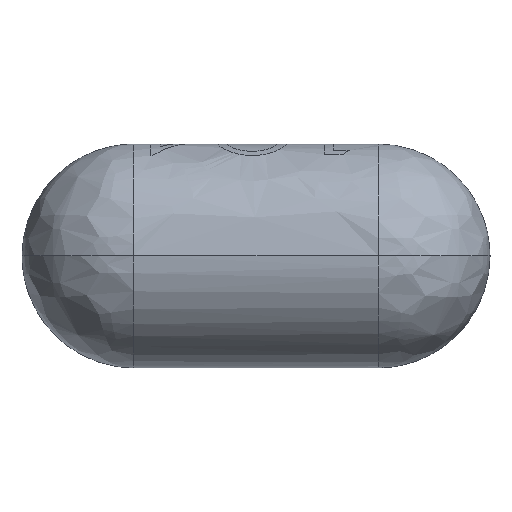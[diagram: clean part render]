
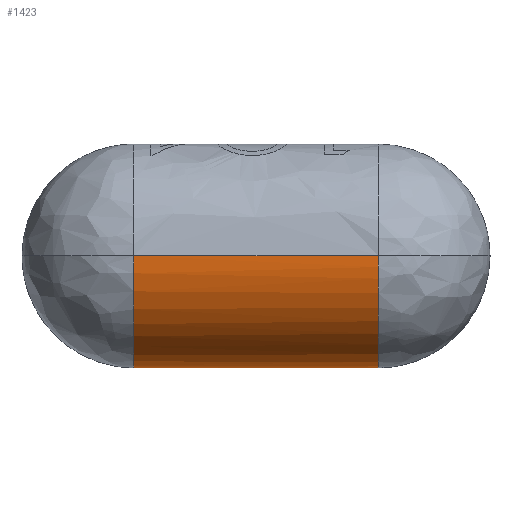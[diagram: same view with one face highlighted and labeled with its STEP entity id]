
A CAD part, top view. The second image highlights one B-rep face of the part: STEP entity #1423.
In plain terms, the highlighted free-form (B-spline) face has degree [2, 1] with [3, 2] control points.
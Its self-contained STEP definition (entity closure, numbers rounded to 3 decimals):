
#1261 = VERTEX_POINT('',#1262);
#1262 = CARTESIAN_POINT('',(3.148,-1.402,
    3.059));
#1267 = EDGE_CURVE('',#1261,#1268,#1270,.T.);
#1268 = VERTEX_POINT('',#1269);
#1269 = CARTESIAN_POINT('',(0.089,-1.402,
    3.059));
#1270 = B_SPLINE_CURVE_WITH_KNOTS('',1,(#1271,#1272),.UNSPECIFIED.,.F.,
  .F.,(2,2),(-3.5,-1.1),.PIECEWISE_BEZIER_KNOTS.);
#1271 = CARTESIAN_POINT('',(3.148,-1.402,
    3.059));
#1272 = CARTESIAN_POINT('',(0.089,-1.402,
    3.059));
#1394 = VERTEX_POINT('',#1395);
#1395 = CARTESIAN_POINT('',(0.089,0.,
    4.461));
#1401 = EDGE_CURVE('',#1402,#1394,#1404,.T.);
#1402 = VERTEX_POINT('',#1403);
#1403 = CARTESIAN_POINT('',(3.148,0.,
    4.461));
#1404 = B_SPLINE_CURVE_WITH_KNOTS('',1,(#1405,#1406),.UNSPECIFIED.,.F.,
  .F.,(2,2),(-3.5,-1.1),.PIECEWISE_BEZIER_KNOTS.);
#1405 = CARTESIAN_POINT('',(3.148,0.,
    4.461));
#1406 = CARTESIAN_POINT('',(0.089,0.,
    4.461));
#1423 = ADVANCED_FACE('',(#1424),#1440,.T.);
#1424 = FACE_BOUND('',#1425,.T.);
#1425 = EDGE_LOOP('',(#1426,#1427,#1433,#1434));
#1426 = ORIENTED_EDGE('',*,*,#1267,.F.);
#1427 = ORIENTED_EDGE('',*,*,#1428,.T.);
#1428 = EDGE_CURVE('',#1261,#1402,#1429,.T.);
#1429 = ( BOUNDED_CURVE() B_SPLINE_CURVE(2,(#1430,#1431,#1432),
.UNSPECIFIED.,.F.,.F.) B_SPLINE_CURVE_WITH_KNOTS((3,3),(3.142,
4.712),.PIECEWISE_BEZIER_KNOTS.) CURVE() 
GEOMETRIC_REPRESENTATION_ITEM() RATIONAL_B_SPLINE_CURVE((1.,
0.707,1.)) REPRESENTATION_ITEM('') );
#1430 = CARTESIAN_POINT('',(3.148,-1.402,
    3.059));
#1431 = CARTESIAN_POINT('',(3.148,-1.402,4.461
    ));
#1432 = CARTESIAN_POINT('',(3.148,0.,
    4.461));
#1433 = ORIENTED_EDGE('',*,*,#1401,.T.);
#1434 = ORIENTED_EDGE('',*,*,#1435,.T.);
#1435 = EDGE_CURVE('',#1394,#1268,#1436,.T.);
#1436 = ( BOUNDED_CURVE() B_SPLINE_CURVE(2,(#1437,#1438,#1439),
.UNSPECIFIED.,.F.,.F.) B_SPLINE_CURVE_WITH_KNOTS((3,3),(1.571,
3.142),.PIECEWISE_BEZIER_KNOTS.) CURVE() 
GEOMETRIC_REPRESENTATION_ITEM() RATIONAL_B_SPLINE_CURVE((1.,
0.707,1.)) REPRESENTATION_ITEM('') );
#1437 = CARTESIAN_POINT('',(0.089,0.,
    4.461));
#1438 = CARTESIAN_POINT('',(0.089,-1.402,
    4.461));
#1439 = CARTESIAN_POINT('',(0.089,-1.402,
    3.059));
#1440 = ( BOUNDED_SURFACE() B_SPLINE_SURFACE(2,1,(
    (#1441,#1442)
    ,(#1443,#1444)
    ,(#1445,#1446
)),.UNSPECIFIED.,.F.,.F.,.F.) B_SPLINE_SURFACE_WITH_KNOTS((3,3),(2,2),(
    1.571,3.142),(0.07,2.47),
.PIECEWISE_BEZIER_KNOTS.) GEOMETRIC_REPRESENTATION_ITEM() 
RATIONAL_B_SPLINE_SURFACE((
    (1.,1.)
    ,(0.707,0.707)
,(1.,1.))) REPRESENTATION_ITEM('') SURFACE() );
#1441 = CARTESIAN_POINT('',(0.089,0.,
    4.461));
#1442 = CARTESIAN_POINT('',(3.148,0.,
    4.461));
#1443 = CARTESIAN_POINT('',(0.089,-1.402,
    4.461));
#1444 = CARTESIAN_POINT('',(3.148,-1.402,4.461
    ));
#1445 = CARTESIAN_POINT('',(0.089,-1.402,
    3.059));
#1446 = CARTESIAN_POINT('',(3.148,-1.402,
    3.059));
